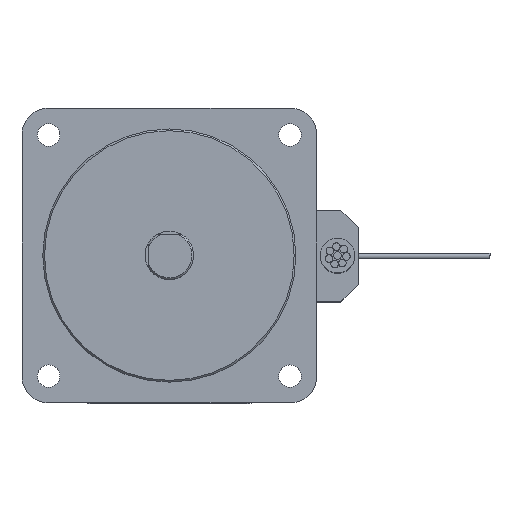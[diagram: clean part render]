
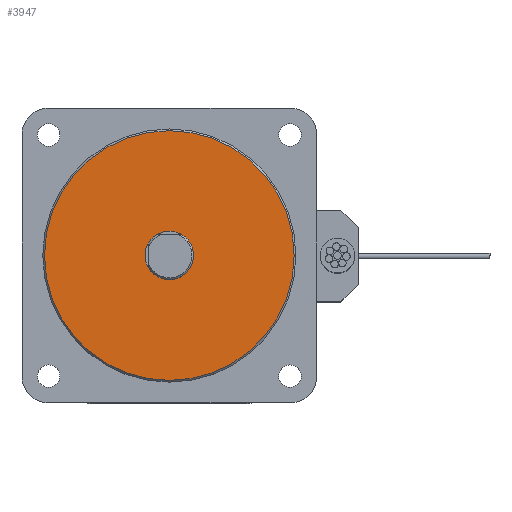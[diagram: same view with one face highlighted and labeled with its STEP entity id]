
A CAD part, top view. The second image highlights one B-rep face of the part: STEP entity #3947.
In plain terms, the highlighted planar face has unit normal (0, 0, 1).
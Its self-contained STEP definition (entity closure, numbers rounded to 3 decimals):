
#138 = CARTESIAN_POINT ( 'NONE',  ( 0., 0., 98. ) ) ;
#321 = DIRECTION ( 'NONE',  ( 1., 0., 0. ) ) ;
#322 = DIRECTION ( 'NONE',  ( 0., 0., 1. ) ) ;
#331 = DIRECTION ( 'NONE',  ( 1., 0., 0. ) ) ;
#332 = DIRECTION ( 'NONE',  ( 0., 0., 1. ) ) ;
#333 = CARTESIAN_POINT ( 'NONE',  ( 0., 0., 98. ) ) ;
#387 = EDGE_LOOP ( 'NONE', ( #2877, #2875 ) ) ;
#448 = EDGE_LOOP ( 'NONE', ( #2878, #2815 ) ) ;
#1105 = CARTESIAN_POINT ( 'NONE',  ( 0., 0., 98. ) ) ;
#1106 = DIRECTION ( 'NONE',  ( 0., 0., 1. ) ) ;
#1107 = DIRECTION ( 'NONE',  ( 1., 0., 0. ) ) ;
#1131 = CARTESIAN_POINT ( 'NONE',  ( 0., 0., 98. ) ) ;
#1132 = DIRECTION ( 'NONE',  ( 0., 0., 1. ) ) ;
#1133 = DIRECTION ( 'NONE',  ( 1., 0., 0. ) ) ;
#1614 = EDGE_CURVE ( 'NONE', #3380, #3381, #2340, .T. ) ;
#1619 = EDGE_CURVE ( 'NONE', #3386, #3412, #2327, .T. ) ;
#2008 = PLANE ( 'NONE',  #4167 ) ;
#2009 = CARTESIAN_POINT ( 'NONE',  ( 0., 0., 98. ) ) ;
#2010 = DIRECTION ( 'NONE',  ( 0., 0., 1. ) ) ;
#2016 = DIRECTION ( 'NONE',  ( 1., 0., 0. ) ) ;
#2308 = AXIS2_PLACEMENT_3D ( 'NONE', #333, #332, #331 ) ;
#2327 = CIRCLE ( 'NONE', #2308, 7. ) ;
#2340 = CIRCLE ( 'NONE', #2341, 36.013 ) ;
#2341 = AXIS2_PLACEMENT_3D ( 'NONE', #138, #322, #321 ) ;
#2596 = CARTESIAN_POINT ( 'NONE',  ( 7., 0., 98. ) ) ;
#2598 = CARTESIAN_POINT ( 'NONE',  ( -7., 0., 98. ) ) ;
#2622 = CARTESIAN_POINT ( 'NONE',  ( -36.013, 0., 98. ) ) ;
#2628 = CARTESIAN_POINT ( 'NONE',  ( 36.013, 0., 98. ) ) ;
#2815 = ORIENTED_EDGE ( 'NONE', *, *, #1619, .F. ) ;
#2875 = ORIENTED_EDGE ( 'NONE', *, *, #1614, .T. ) ;
#2877 = ORIENTED_EDGE ( 'NONE', *, *, #5013, .T. ) ;
#2878 = ORIENTED_EDGE ( 'NONE', *, *, #5002, .F. ) ;
#2914 = FACE_OUTER_BOUND ( 'NONE', #387, .T. ) ;
#2915 = FACE_BOUND ( 'NONE', #448, .T. ) ;
#3380 = VERTEX_POINT ( 'NONE', #2628 ) ;
#3381 = VERTEX_POINT ( 'NONE', #2622 ) ;
#3386 = VERTEX_POINT ( 'NONE', #2596 ) ;
#3412 = VERTEX_POINT ( 'NONE', #2598 ) ;
#3947 = ADVANCED_FACE ( 'NONE', ( #2914, #2915 ), #2008, .T. ) ;
#4167 = AXIS2_PLACEMENT_3D ( 'NONE', #2009, #2010, #2016 ) ;
#4269 = CIRCLE ( 'NONE', #4276, 7. ) ;
#4276 = AXIS2_PLACEMENT_3D ( 'NONE', #1105, #1106, #1107 ) ;
#4288 = CIRCLE ( 'NONE', #4292, 36.013 ) ;
#4292 = AXIS2_PLACEMENT_3D ( 'NONE', #1131, #1132, #1133 ) ;
#5002 = EDGE_CURVE ( 'NONE', #3412, #3386, #4269, .T. ) ;
#5013 = EDGE_CURVE ( 'NONE', #3381, #3380, #4288, .T. ) ;
